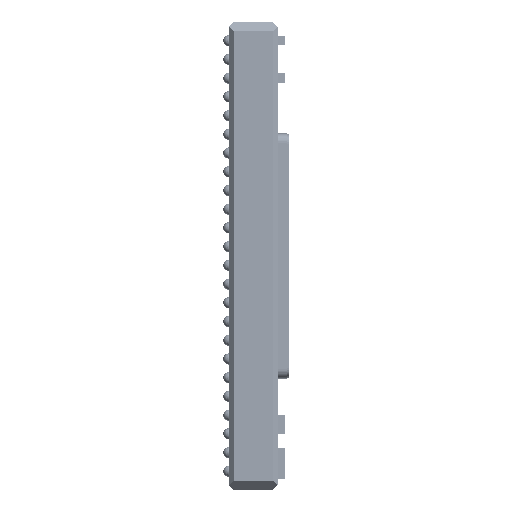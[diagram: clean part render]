
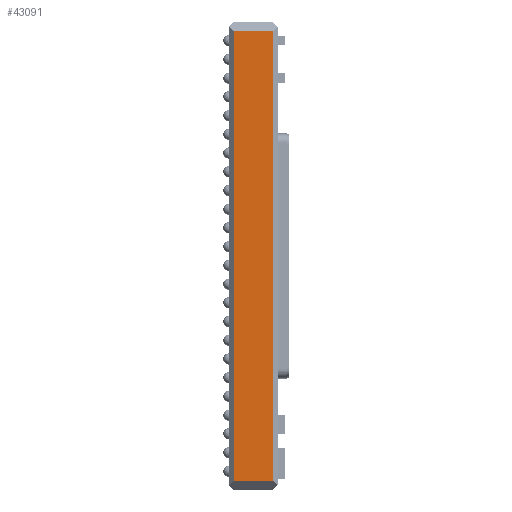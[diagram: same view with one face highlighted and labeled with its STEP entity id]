
A CAD part, left-side view. The second image highlights one B-rep face of the part: STEP entity #43091.
In plain terms, the highlighted planar face has unit normal (-1, 0, 0).
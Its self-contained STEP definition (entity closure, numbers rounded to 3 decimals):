
#2862 = DIRECTION ( 'NONE',  ( 0., 0., -1. ) ) ;
#4358 = ORIENTED_EDGE ( 'NONE', *, *, #57320, .T. ) ;
#13171 = VERTEX_POINT ( 'NONE', #120815 ) ;
#13612 = EDGE_CURVE ( 'NONE', #13171, #102779, #28753, .T. ) ;
#15580 = DIRECTION ( 'NONE',  ( 0., -1., 0. ) ) ;
#15867 = EDGE_LOOP ( 'NONE', ( #103617, #4358, #119847, #116362 ) ) ;
#24802 = VERTEX_POINT ( 'NONE', #36540 ) ;
#25610 = VECTOR ( 'NONE', #50365, 1000. ) ;
#28237 = CARTESIAN_POINT ( 'NONE',  ( 0., 2.35, -0.5 ) ) ;
#28753 = LINE ( 'NONE', #110564, #25610 ) ;
#36540 = CARTESIAN_POINT ( 'NONE',  ( 0., 2.35, -24.5 ) ) ;
#37441 = VERTEX_POINT ( 'NONE', #94659 ) ;
#43091 = ADVANCED_FACE ( 'NONE', ( #117071 ), #82763, .F. ) ;
#45420 = CARTESIAN_POINT ( 'NONE',  ( 0., 2.6, -24.5 ) ) ;
#48414 = VECTOR ( 'NONE', #15580, 1000. ) ;
#49077 = AXIS2_PLACEMENT_3D ( 'NONE', #123166, #63036, #2862 ) ;
#50365 = DIRECTION ( 'NONE',  ( 0., 0., 1. ) ) ;
#53111 = DIRECTION ( 'NONE',  ( 0., -1., 0. ) ) ;
#53419 = VECTOR ( 'NONE', #53111, 1000. ) ;
#55740 = CARTESIAN_POINT ( 'NONE',  ( 0., 0.25, -0.5 ) ) ;
#57320 = EDGE_CURVE ( 'NONE', #37441, #24802, #59011, .T. ) ;
#59011 = LINE ( 'NONE', #28237, #82567 ) ;
#60352 = EDGE_CURVE ( 'NONE', #24802, #13171, #75106, .T. ) ;
#63036 = DIRECTION ( 'NONE',  ( 1., 0., 0. ) ) ;
#75106 = LINE ( 'NONE', #45420, #48414 ) ;
#78243 = DIRECTION ( 'NONE',  ( 0., 0., -1. ) ) ;
#80113 = LINE ( 'NONE', #113344, #53419 ) ;
#82567 = VECTOR ( 'NONE', #78243, 1000. ) ;
#82763 = PLANE ( 'NONE',  #49077 ) ;
#94659 = CARTESIAN_POINT ( 'NONE',  ( 0., 2.35, -0.5 ) ) ;
#102779 = VERTEX_POINT ( 'NONE', #55740 ) ;
#103466 = EDGE_CURVE ( 'NONE', #37441, #102779, #80113, .T. ) ;
#103617 = ORIENTED_EDGE ( 'NONE', *, *, #103466, .F. ) ;
#110564 = CARTESIAN_POINT ( 'NONE',  ( 0., 0.25, -0.5 ) ) ;
#113344 = CARTESIAN_POINT ( 'NONE',  ( 0., 2.6, -0.5 ) ) ;
#116362 = ORIENTED_EDGE ( 'NONE', *, *, #13612, .T. ) ;
#117071 = FACE_OUTER_BOUND ( 'NONE', #15867, .T. ) ;
#119847 = ORIENTED_EDGE ( 'NONE', *, *, #60352, .T. ) ;
#120815 = CARTESIAN_POINT ( 'NONE',  ( 0., 0.25, -24.5 ) ) ;
#123166 = CARTESIAN_POINT ( 'NONE',  ( 0., 2.6, -0.5 ) ) ;
